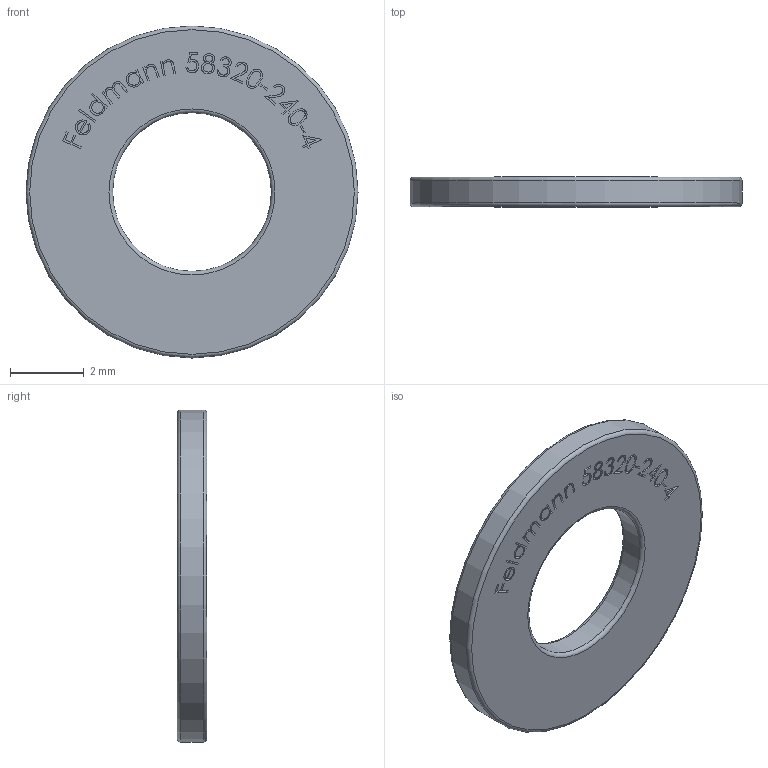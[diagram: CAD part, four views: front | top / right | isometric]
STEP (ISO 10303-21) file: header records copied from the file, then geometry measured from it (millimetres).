
FILE_DESCRIPTION (( 'STEP AP203' ), '1' );
FILE_NAME ('58320-240-4.step', '2019-12-18T12:46:13', ( '' ), ( '' ), 'SwSTEP 2.0', 'SolidWorks 2015', '' );
FILE_SCHEMA (( 'CONFIG_CONTROL_DESIGN' ));
Length unit declared in the file: millimetre
Products named in the file (2): 58320-240-4
Bounding box: 9 x 0.8 x 9 mm (x, y, z)
Volume: 39 mm3; surface area: 132.3 mm2
Topology: 1 solids, 1 shells, 262 faces, 692 edges, 460 vertices
Faces by surface type: plane 139, bspline 117, torus 4, cylinder 2
Full cylindrical faces by diameter (mm): 4.3 x1, 9 x1
Entity records: 14647 total; most frequent: CARTESIAN_POINT 8815, ORIENTED_EDGE 1372, DIRECTION 754, EDGE_CURVE 686, VERTEX_POINT 460, LINE 444, VECTOR 444, EDGE_LOOP 298
